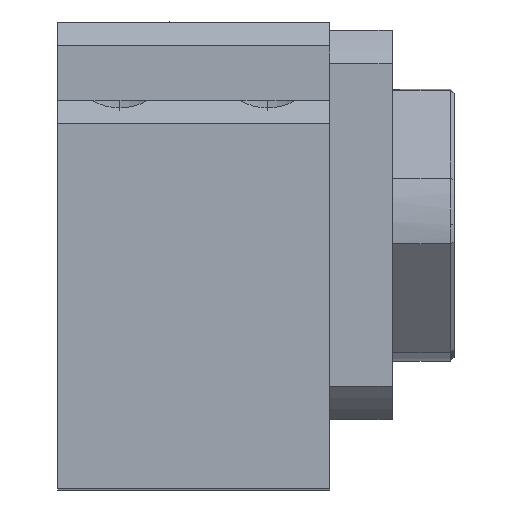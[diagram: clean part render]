
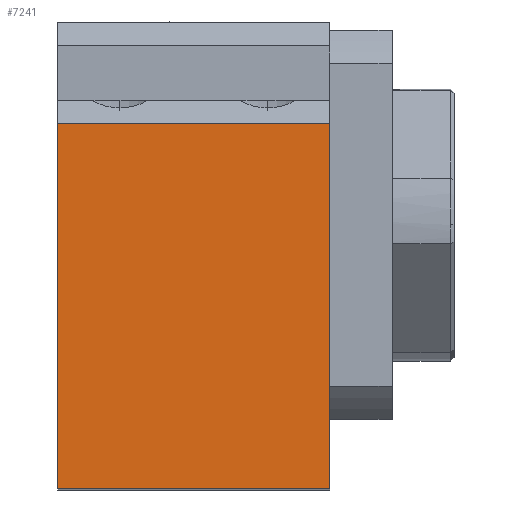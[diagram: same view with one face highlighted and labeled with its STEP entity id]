
A CAD part, top view. The second image highlights one B-rep face of the part: STEP entity #7241.
In plain terms, the highlighted planar face has unit normal (0, 0, -1).
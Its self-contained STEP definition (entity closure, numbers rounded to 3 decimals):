
#2658 = CARTESIAN_POINT ( 'NONE',  ( 4.64, -35.365, 44. ) ) ;
#2745 = VERTEX_POINT ( 'NONE', #24888 ) ;
#2773 = CARTESIAN_POINT ( 'NONE',  ( -30.36, -35.365, 44. ) ) ;
#4999 = DIRECTION ( 'NONE',  ( 0., 1., 0. ) ) ;
#5876 = ORIENTED_EDGE ( 'NONE', *, *, #23907, .F. ) ;
#6051 = DIRECTION ( 'NONE',  ( 0., -1., 0. ) ) ;
#6420 = CARTESIAN_POINT ( 'NONE',  ( -12.86, -35.365, 44. ) ) ;
#6492 = ORIENTED_EDGE ( 'NONE', *, *, #13380, .T. ) ;
#6500 = VERTEX_POINT ( 'NONE', #2658 ) ;
#7241 = ADVANCED_FACE ( 'NONE', ( #21048 ), #24258, .T. ) ;
#7349 = LINE ( 'NONE', #8408, #26217 ) ;
#8408 = CARTESIAN_POINT ( 'NONE',  ( -12.86, 11.635, 44. ) ) ;
#8499 = DIRECTION ( 'NONE',  ( 1., 0., 0. ) ) ;
#8653 = CARTESIAN_POINT ( 'NONE',  ( 4.64, 11.635, 44. ) ) ;
#11741 = VERTEX_POINT ( 'NONE', #8653 ) ;
#12350 = EDGE_CURVE ( 'NONE', #18890, #6500, #17097, .T. ) ;
#13380 = EDGE_CURVE ( 'NONE', #11741, #6500, #26601, .T. ) ;
#16998 = CARTESIAN_POINT ( 'NONE',  ( -30.36, -5.365, 44. ) ) ;
#17097 = LINE ( 'NONE', #6420, #27050 ) ;
#18890 = VERTEX_POINT ( 'NONE', #20301 ) ;
#19271 = AXIS2_PLACEMENT_3D ( 'NONE', #2773, #20271, #4999 ) ;
#20187 = EDGE_LOOP ( 'NONE', ( #26046, #6492, #27485, #5876 ) ) ;
#20271 = DIRECTION ( 'NONE',  ( 0., 0., -1. ) ) ;
#20301 = CARTESIAN_POINT ( 'NONE',  ( -30.36, -35.365, 44. ) ) ;
#21014 = VECTOR ( 'NONE', #6051, 1000. ) ;
#21048 = FACE_OUTER_BOUND ( 'NONE', #20187, .T. ) ;
#21721 = DIRECTION ( 'NONE',  ( 0., -1., 0. ) ) ;
#21772 = DIRECTION ( 'NONE',  ( 1., 0., 0. ) ) ;
#22482 = EDGE_CURVE ( 'NONE', #2745, #11741, #7349, .T. ) ;
#23907 = EDGE_CURVE ( 'NONE', #2745, #18890, #24765, .T. ) ;
#24258 = PLANE ( 'NONE',  #19271 ) ;
#24765 = LINE ( 'NONE', #16998, #21014 ) ;
#24888 = CARTESIAN_POINT ( 'NONE',  ( -30.36, 11.635, 44. ) ) ;
#25586 = VECTOR ( 'NONE', #21721, 1000. ) ;
#25808 = CARTESIAN_POINT ( 'NONE',  ( 4.64, -5.365, 44. ) ) ;
#26046 = ORIENTED_EDGE ( 'NONE', *, *, #22482, .T. ) ;
#26217 = VECTOR ( 'NONE', #8499, 1000. ) ;
#26601 = LINE ( 'NONE', #25808, #25586 ) ;
#27050 = VECTOR ( 'NONE', #21772, 1000. ) ;
#27485 = ORIENTED_EDGE ( 'NONE', *, *, #12350, .F. ) ;
